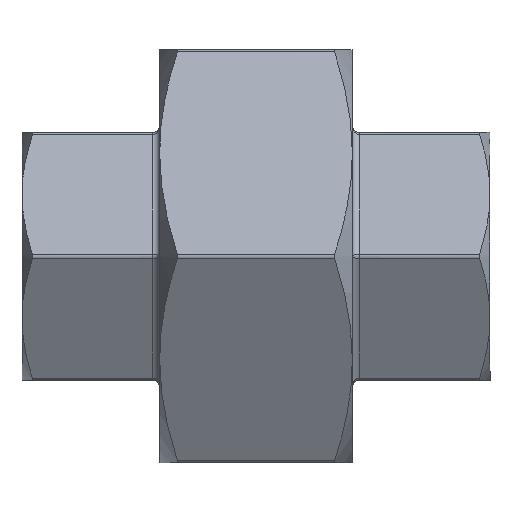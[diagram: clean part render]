
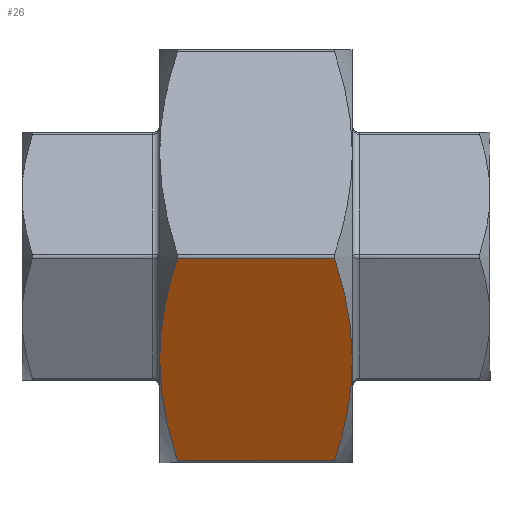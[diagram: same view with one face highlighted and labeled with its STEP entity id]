
A CAD part, front view. The second image highlights one B-rep face of the part: STEP entity #26.
In plain terms, the highlighted planar face has unit normal (0, -0.866, -0.5).
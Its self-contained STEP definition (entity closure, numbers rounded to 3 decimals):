
#26 = ADVANCED_FACE ( 'NONE', ( #1482 ), #1483, .T. ) ;
#1464 =( BOUNDED_CURVE ( )  B_SPLINE_CURVE ( 2, ( #5683, #5679, #5681 ),
 .UNSPECIFIED., .F., .T. ) 
 B_SPLINE_CURVE_WITH_KNOTS ( ( 3, 3 ),
 ( 1.278, 2.192 ),
 .UNSPECIFIED. ) 
 CURVE ( )  GEOMETRIC_REPRESENTATION_ITEM ( )  RATIONAL_B_SPLINE_CURVE ( ( 1., 1.052, 1.029 ) ) 
 REPRESENTATION_ITEM ( '' )  );
#1474 = DIRECTION ( 'NONE',  ( 0., -0.866, -0.5 ) ) ;
#1475 = DIRECTION ( 'NONE',  ( 0., -0.5, 0.866 ) ) ;
#1480 = CARTESIAN_POINT ( 'NONE',  ( 0., -8.66, -15. ) ) ;
#1482 = FACE_OUTER_BOUND ( 'NONE', #7953, .T. ) ;
#1483 = PLANE ( 'NONE',  #10448 ) ;
#2756 = CARTESIAN_POINT ( 'NONE',  ( -5.71, -17.234, -0.15 ) ) ;
#2759 = CARTESIAN_POINT ( 'NONE',  ( 7., -12.99, -7.5 ) ) ;
#2802 = CARTESIAN_POINT ( 'NONE',  ( -7., -12.99, -7.5 ) ) ;
#2827 = CARTESIAN_POINT ( 'NONE',  ( 5.71, -8.747, -14.85 ) ) ;
#2838 = CARTESIAN_POINT ( 'NONE',  ( 5.71, -17.234, -0.15 ) ) ;
#2869 = CARTESIAN_POINT ( 'NONE',  ( -5.71, -8.747, -14.85 ) ) ;
#4718 =( BOUNDED_CURVE ( )  B_SPLINE_CURVE ( 2, ( #5440, #5437, #5423 ),
 .UNSPECIFIED., .F., .T. ) 
 B_SPLINE_CURVE_WITH_KNOTS ( ( 3, 3 ),
 ( 0.364, 1.278 ),
 .UNSPECIFIED. ) 
 CURVE ( )  GEOMETRIC_REPRESENTATION_ITEM ( )  RATIONAL_B_SPLINE_CURVE ( ( 1.029, 1.052, 1. ) ) 
 REPRESENTATION_ITEM ( '' )  );
#4720 =( BOUNDED_CURVE ( )  B_SPLINE_CURVE ( 2, ( #5480, #5508, #5520 ),
 .UNSPECIFIED., .F., .T. ) 
 B_SPLINE_CURVE_WITH_KNOTS ( ( 3, 3 ),
 ( 1.278, 2.192 ),
 .UNSPECIFIED. ) 
 CURVE ( )  GEOMETRIC_REPRESENTATION_ITEM ( )  RATIONAL_B_SPLINE_CURVE ( ( 1., 1.052, 1.029 ) ) 
 REPRESENTATION_ITEM ( '' )  );
#4723 =( BOUNDED_CURVE ( )  B_SPLINE_CURVE ( 2, ( #5581, #5562, #5566 ),
 .UNSPECIFIED., .F., .T. ) 
 B_SPLINE_CURVE_WITH_KNOTS ( ( 3, 3 ),
 ( 0.364, 1.278 ),
 .UNSPECIFIED. ) 
 CURVE ( )  GEOMETRIC_REPRESENTATION_ITEM ( )  RATIONAL_B_SPLINE_CURVE ( ( 1.029, 1.052, 1. ) ) 
 REPRESENTATION_ITEM ( '' )  );
#4922 = EDGE_CURVE ( 'NONE', #7551, #7585, #4718, .T. ) ;
#4923 = EDGE_CURVE ( 'NONE', #7551, #7634, #5451, .T. ) ;
#4939 = EDGE_CURVE ( 'NONE', #7585, #7671, #4720, .T. ) ;
#4945 = EDGE_CURVE ( 'NONE', #7635, #7671, #5535, .T. ) ;
#4959 = EDGE_CURVE ( 'NONE', #7635, #7591, #4723, .T. ) ;
#4976 = EDGE_CURVE ( 'NONE', #7591, #7634, #1464, .T. ) ;
#5423 = CARTESIAN_POINT ( 'NONE',  ( -7., -12.99, -7.5 ) ) ;
#5436 = CARTESIAN_POINT ( 'NONE',  ( 0., -17.234, -0.15 ) ) ;
#5437 = CARTESIAN_POINT ( 'NONE',  ( -7., -14.965, -4.08 ) ) ;
#5440 = CARTESIAN_POINT ( 'NONE',  ( -5.71, -17.234, -0.15 ) ) ;
#5451 = LINE ( 'NONE', #5436, #6530 ) ;
#5452 = DIRECTION ( 'NONE',  ( 1., 0., 0. ) ) ;
#5480 = CARTESIAN_POINT ( 'NONE',  ( -7., -12.99, -7.5 ) ) ;
#5508 = CARTESIAN_POINT ( 'NONE',  ( -7., -11.016, -10.92 ) ) ;
#5509 = DIRECTION ( 'NONE',  ( -1., 0., 0. ) ) ;
#5520 = CARTESIAN_POINT ( 'NONE',  ( -5.71, -8.747, -14.85 ) ) ;
#5535 = LINE ( 'NONE', #5536, #6550 ) ;
#5536 = CARTESIAN_POINT ( 'NONE',  ( 0., -8.747, -14.85 ) ) ;
#5562 = CARTESIAN_POINT ( 'NONE',  ( 7., -11.016, -10.92 ) ) ;
#5566 = CARTESIAN_POINT ( 'NONE',  ( 7., -12.99, -7.5 ) ) ;
#5581 = CARTESIAN_POINT ( 'NONE',  ( 5.71, -8.747, -14.85 ) ) ;
#5679 = CARTESIAN_POINT ( 'NONE',  ( 7., -14.965, -4.08 ) ) ;
#5681 = CARTESIAN_POINT ( 'NONE',  ( 5.71, -17.234, -0.15 ) ) ;
#5683 = CARTESIAN_POINT ( 'NONE',  ( 7., -12.99, -7.5 ) ) ;
#6530 = VECTOR ( 'NONE', #5452, 1000. ) ;
#6550 = VECTOR ( 'NONE', #5509, 1000. ) ;
#7327 = ORIENTED_EDGE ( 'NONE', *, *, #4923, .F. ) ;
#7330 = ORIENTED_EDGE ( 'NONE', *, *, #4976, .T. ) ;
#7338 = ORIENTED_EDGE ( 'NONE', *, *, #4945, .F. ) ;
#7344 = ORIENTED_EDGE ( 'NONE', *, *, #4959, .T. ) ;
#7345 = ORIENTED_EDGE ( 'NONE', *, *, #4922, .T. ) ;
#7391 = ORIENTED_EDGE ( 'NONE', *, *, #4939, .T. ) ;
#7551 = VERTEX_POINT ( 'NONE', #2756 ) ;
#7585 = VERTEX_POINT ( 'NONE', #2802 ) ;
#7591 = VERTEX_POINT ( 'NONE', #2759 ) ;
#7634 = VERTEX_POINT ( 'NONE', #2838 ) ;
#7635 = VERTEX_POINT ( 'NONE', #2827 ) ;
#7671 = VERTEX_POINT ( 'NONE', #2869 ) ;
#7953 = EDGE_LOOP ( 'NONE', ( #7338, #7344, #7330, #7327, #7345, #7391 ) ) ;
#10448 = AXIS2_PLACEMENT_3D ( 'NONE', #1480, #1474, #1475 ) ;
